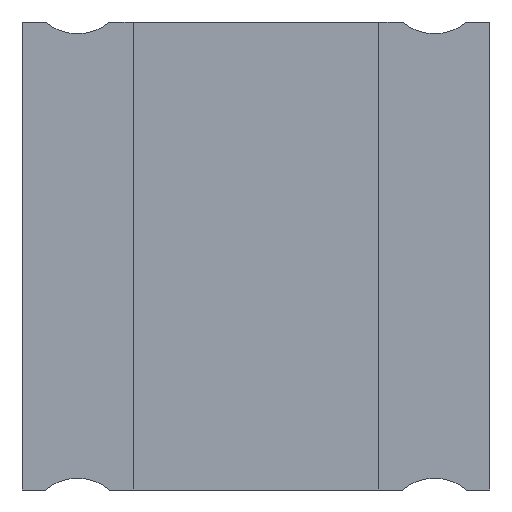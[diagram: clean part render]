
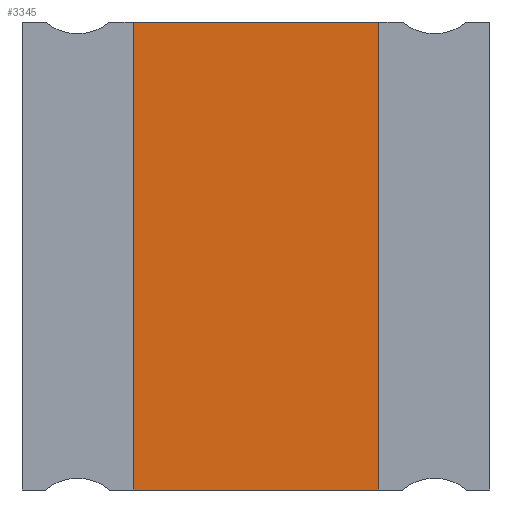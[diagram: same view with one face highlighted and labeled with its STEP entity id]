
A CAD part, front view. The second image highlights one B-rep face of the part: STEP entity #3345.
In plain terms, the highlighted planar face has unit normal (0, -1, 0).
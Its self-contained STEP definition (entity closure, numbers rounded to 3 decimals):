
#269 = DIRECTION ( 'NONE',  ( 0., 0., 1. ) ) ;
#325 = ORIENTED_EDGE ( 'NONE', *, *, #4346, .F. ) ;
#479 = EDGE_CURVE ( 'NONE', #3938, #1093, #1933, .T. ) ;
#543 = DIRECTION ( 'NONE',  ( 0., -1., 0. ) ) ;
#572 = DIRECTION ( 'NONE',  ( 0., 0., -1. ) ) ;
#776 = AXIS2_PLACEMENT_3D ( 'NONE', #3112, #543, #572 ) ;
#904 = DIRECTION ( 'NONE',  ( 1., 0., 0. ) ) ;
#1093 = VERTEX_POINT ( 'NONE', #3276 ) ;
#1459 = EDGE_CURVE ( 'NONE', #3232, #3938, #2455, .T. ) ;
#1510 = LINE ( 'NONE', #2956, #4530 ) ;
#1575 = VECTOR ( 'NONE', #269, 1000. ) ;
#1667 = EDGE_CURVE ( 'NONE', #2428, #3232, #1510, .T. ) ;
#1888 = VECTOR ( 'NONE', #1958, 1000. ) ;
#1933 = LINE ( 'NONE', #3476, #4759 ) ;
#1958 = DIRECTION ( 'NONE',  ( 0., 0., -1. ) ) ;
#2076 = ORIENTED_EDGE ( 'NONE', *, *, #1667, .F. ) ;
#2382 = PLANE ( 'NONE',  #776 ) ;
#2428 = VERTEX_POINT ( 'NONE', #3634 ) ;
#2455 = LINE ( 'NONE', #4650, #1575 ) ;
#2493 = FACE_OUTER_BOUND ( 'NONE', #4026, .T. ) ;
#2667 = CARTESIAN_POINT ( 'NONE',  ( -1.05, 0., -2. ) ) ;
#2940 = CARTESIAN_POINT ( 'NONE',  ( -1.05, 0., 2. ) ) ;
#2956 = CARTESIAN_POINT ( 'NONE',  ( -2., 0., -2. ) ) ;
#2989 = CARTESIAN_POINT ( 'NONE',  ( 1.05, 0., 2. ) ) ;
#3112 = CARTESIAN_POINT ( 'NONE',  ( 0., 0., 0. ) ) ;
#3232 = VERTEX_POINT ( 'NONE', #2667 ) ;
#3269 = ORIENTED_EDGE ( 'NONE', *, *, #479, .F. ) ;
#3276 = CARTESIAN_POINT ( 'NONE',  ( 1.05, 0., 2. ) ) ;
#3345 = ADVANCED_FACE ( 'NONE', ( #2493 ), #2382, .T. ) ;
#3445 = LINE ( 'NONE', #2989, #1888 ) ;
#3476 = CARTESIAN_POINT ( 'NONE',  ( -2., 0., 2. ) ) ;
#3634 = CARTESIAN_POINT ( 'NONE',  ( 1.05, 0., -2. ) ) ;
#3845 = ORIENTED_EDGE ( 'NONE', *, *, #1459, .F. ) ;
#3938 = VERTEX_POINT ( 'NONE', #2940 ) ;
#4026 = EDGE_LOOP ( 'NONE', ( #2076, #325, #3269, #3845 ) ) ;
#4346 = EDGE_CURVE ( 'NONE', #1093, #2428, #3445, .T. ) ;
#4456 = DIRECTION ( 'NONE',  ( -1., 0., 0. ) ) ;
#4530 = VECTOR ( 'NONE', #4456, 1000. ) ;
#4650 = CARTESIAN_POINT ( 'NONE',  ( -1.05, 0., 2. ) ) ;
#4759 = VECTOR ( 'NONE', #904, 1000. ) ;
